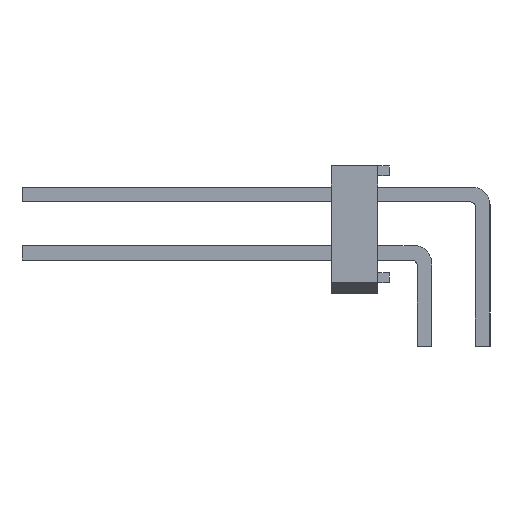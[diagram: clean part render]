
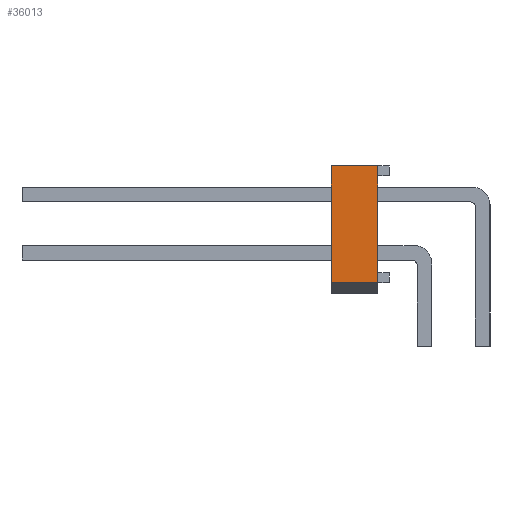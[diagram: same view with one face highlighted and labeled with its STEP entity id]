
A CAD part, left-side view. The second image highlights one B-rep face of the part: STEP entity #36013.
In plain terms, the highlighted face is planar.
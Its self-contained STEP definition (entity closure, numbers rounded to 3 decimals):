
#19340 = VERTEX_POINT('',#19341);
#19341 = CARTESIAN_POINT('',(35.56,2.54,-2.54));
#19347 = EDGE_CURVE('',#19340,#19348,#19350,.T.);
#19348 = VERTEX_POINT('',#19349);
#19349 = CARTESIAN_POINT('',(35.56,0.508,-2.54));
#19350 = LINE('',#19351,#19352);
#19351 = CARTESIAN_POINT('',(35.56,2.54,-2.54));
#19352 = VECTOR('',#19353,1.);
#19353 = DIRECTION('',(0.,-1.,0.));
#35978 = VERTEX_POINT('',#35979);
#35979 = CARTESIAN_POINT('',(35.56,0.508,2.54));
#35987 = EDGE_CURVE('',#35988,#35978,#35990,.T.);
#35988 = VERTEX_POINT('',#35989);
#35989 = CARTESIAN_POINT('',(35.56,2.54,2.54));
#35990 = LINE('',#35991,#35992);
#35991 = CARTESIAN_POINT('',(35.56,2.54,2.54));
#35992 = VECTOR('',#35993,1.);
#35993 = DIRECTION('',(0.,-1.,0.));
#36013 = ADVANCED_FACE('',(#36014),#36030,.F.);
#36014 = FACE_BOUND('',#36015,.T.);
#36015 = EDGE_LOOP('',(#36016,#36022,#36023,#36029));
#36016 = ORIENTED_EDGE('',*,*,#36017,.F.);
#36017 = EDGE_CURVE('',#19348,#35978,#36018,.T.);
#36018 = LINE('',#36019,#36020);
#36019 = CARTESIAN_POINT('',(35.56,0.508,2.54));
#36020 = VECTOR('',#36021,1.);
#36021 = DIRECTION('',(0.,0.,1.));
#36022 = ORIENTED_EDGE('',*,*,#19347,.F.);
#36023 = ORIENTED_EDGE('',*,*,#36024,.F.);
#36024 = EDGE_CURVE('',#35988,#19340,#36025,.T.);
#36025 = LINE('',#36026,#36027);
#36026 = CARTESIAN_POINT('',(35.56,2.54,2.54));
#36027 = VECTOR('',#36028,1.);
#36028 = DIRECTION('',(0.,0.,-1.));
#36029 = ORIENTED_EDGE('',*,*,#35987,.T.);
#36030 = PLANE('',#36031);
#36031 = AXIS2_PLACEMENT_3D('',#36032,#36033,#36034);
#36032 = CARTESIAN_POINT('',(35.56,2.54,2.54));
#36033 = DIRECTION('',(-1.,0.,0.));
#36034 = DIRECTION('',(0.,0.,1.));
